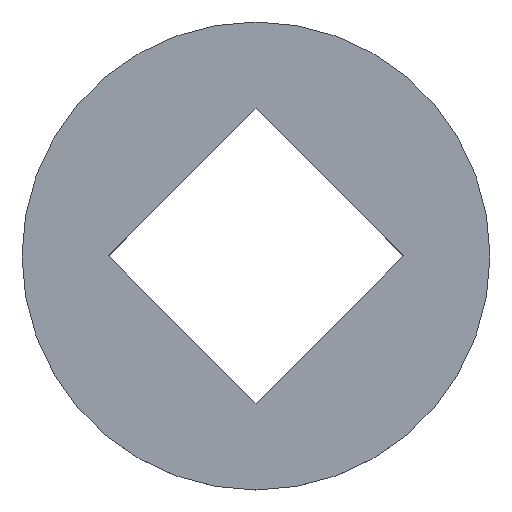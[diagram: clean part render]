
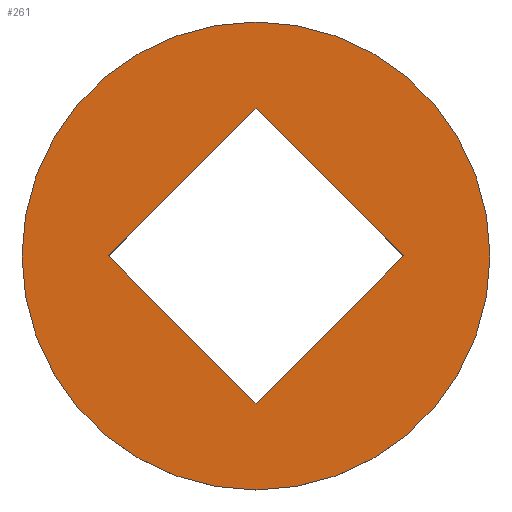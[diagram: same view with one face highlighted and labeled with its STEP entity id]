
A CAD part, top view. The second image highlights one B-rep face of the part: STEP entity #261.
In plain terms, the highlighted planar face has unit normal (0, 0, 1).
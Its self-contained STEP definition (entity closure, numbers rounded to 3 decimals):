
#76 = DIRECTION ( 'NONE',  ( 1., 0., 0. ) ) ;
#77 = DIRECTION ( 'NONE',  ( 0., 0., 1. ) ) ;
#78 = CARTESIAN_POINT ( 'NONE',  ( 0., 0., 0. ) ) ;
#79 = AXIS2_PLACEMENT_3D ( 'NONE', #78, #77, #76 ) ;
#80 = CIRCLE ( 'NONE', #79, 11.25 ) ;
#96 = DIRECTION ( 'NONE',  ( 1., 0., 0. ) ) ;
#97 = DIRECTION ( 'NONE',  ( 0., 0., 1. ) ) ;
#98 = CARTESIAN_POINT ( 'NONE',  ( 0., 0., 0. ) ) ;
#99 = AXIS2_PLACEMENT_3D ( 'NONE', #98, #97, #96 ) ;
#100 = PLANE ( 'NONE',  #99 ) ;
#101 = FACE_OUTER_BOUND ( 'NONE', #242, .T. ) ;
#102 = FACE_BOUND ( 'NONE', #260, .T. ) ;
#103 = CARTESIAN_POINT ( 'NONE',  ( 0., -7.071, 0. ) ) ;
#104 = DIRECTION ( 'NONE',  ( 0.707, 0.707, 0. ) ) ;
#105 = VECTOR ( 'NONE', #104, 1000. ) ;
#106 = CARTESIAN_POINT ( 'NONE',  ( 0., -7.071, 0. ) ) ;
#107 = LINE ( 'NONE', #106, #105 ) ;
#108 = CARTESIAN_POINT ( 'NONE',  ( 0., 7.071, 0. ) ) ;
#109 = CARTESIAN_POINT ( 'NONE',  ( 7.071, 0., 0. ) ) ;
#110 = DIRECTION ( 'NONE',  ( -0.707, 0.707, 0. ) ) ;
#111 = VECTOR ( 'NONE', #110, 1000. ) ;
#112 = CARTESIAN_POINT ( 'NONE',  ( 7.071, 0., 0. ) ) ;
#113 = LINE ( 'NONE', #112, #111 ) ;
#114 = DIRECTION ( 'NONE',  ( -0.707, -0.707, 0. ) ) ;
#115 = VECTOR ( 'NONE', #114, 1000. ) ;
#116 = CARTESIAN_POINT ( 'NONE',  ( 0., 7.071, 0. ) ) ;
#117 = LINE ( 'NONE', #116, #115 ) ;
#118 = CARTESIAN_POINT ( 'NONE',  ( -7.071, 0., 0. ) ) ;
#119 = DIRECTION ( 'NONE',  ( 0.707, -0.707, 0. ) ) ;
#120 = VECTOR ( 'NONE', #119, 1000. ) ;
#121 = CARTESIAN_POINT ( 'NONE',  ( -7.071, 0., 0. ) ) ;
#126 = LINE ( 'NONE', #121, #120 ) ;
#129 = CARTESIAN_POINT ( 'NONE',  ( 11.25, 0., 0. ) ) ;
#130 = DIRECTION ( 'NONE',  ( 1., 0., 0. ) ) ;
#131 = DIRECTION ( 'NONE',  ( 0., 0., 1. ) ) ;
#132 = CARTESIAN_POINT ( 'NONE',  ( 0., 0., 0. ) ) ;
#133 = AXIS2_PLACEMENT_3D ( 'NONE', #132, #131, #130 ) ;
#138 = CIRCLE ( 'NONE', #133, 11.25 ) ;
#145 = CARTESIAN_POINT ( 'NONE',  ( -11.25, 0., 0. ) ) ;
#163 = VERTEX_POINT ( 'NONE', #145 ) ;
#167 = EDGE_CURVE ( 'NONE', #168, #163, #138, .T. ) ;
#168 = VERTEX_POINT ( 'NONE', #129 ) ;
#242 = EDGE_LOOP ( 'NONE', ( #243, #244 ) ) ;
#243 = ORIENTED_EDGE ( 'NONE', *, *, #167, .T. ) ;
#244 = ORIENTED_EDGE ( 'NONE', *, *, #276, .T. ) ;
#247 = EDGE_CURVE ( 'NONE', #248, #257, #126, .T. ) ;
#248 = VERTEX_POINT ( 'NONE', #118 ) ;
#249 = ORIENTED_EDGE ( 'NONE', *, *, #250, .F. ) ;
#250 = EDGE_CURVE ( 'NONE', #254, #248, #117, .T. ) ;
#251 = ORIENTED_EDGE ( 'NONE', *, *, #247, .F. ) ;
#252 = EDGE_CURVE ( 'NONE', #253, #254, #113, .T. ) ;
#253 = VERTEX_POINT ( 'NONE', #109 ) ;
#254 = VERTEX_POINT ( 'NONE', #108 ) ;
#255 = ORIENTED_EDGE ( 'NONE', *, *, #256, .F. ) ;
#256 = EDGE_CURVE ( 'NONE', #257, #253, #107, .T. ) ;
#257 = VERTEX_POINT ( 'NONE', #103 ) ;
#260 = EDGE_LOOP ( 'NONE', ( #262, #255, #251, #249 ) ) ;
#261 = ADVANCED_FACE ( 'NONE', ( #102, #101 ), #100, .T. ) ;
#262 = ORIENTED_EDGE ( 'NONE', *, *, #252, .F. ) ;
#276 = EDGE_CURVE ( 'NONE', #163, #168, #80, .T. ) ;
